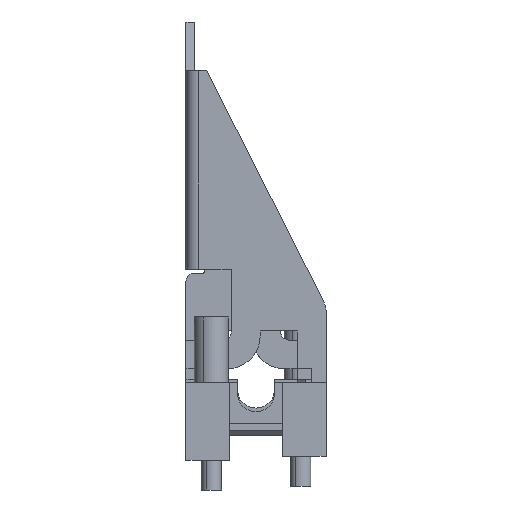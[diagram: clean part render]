
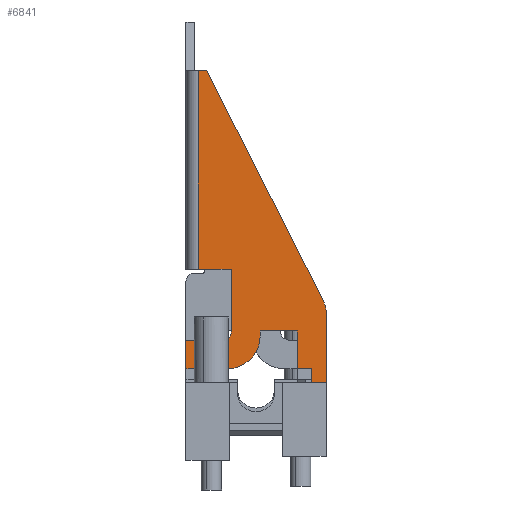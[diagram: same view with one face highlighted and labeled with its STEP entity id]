
A CAD part, front view. The second image highlights one B-rep face of the part: STEP entity #6841.
In plain terms, the highlighted planar face has unit normal (0, -1, 0).
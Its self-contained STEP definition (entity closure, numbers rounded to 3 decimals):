
#6209=AXIS2_PLACEMENT_3D('Circle Axis2P3D',#6207,#6208,$) ;
#6381=AXIS2_PLACEMENT_3D('Circle Axis2P3D',#6379,#6380,$) ;
#6576=AXIS2_PLACEMENT_3D('Circle Axis2P3D',#6574,#6575,$) ;
#6810=AXIS2_PLACEMENT_3D('Plane Axis2P3D',#6807,#6808,#6809) ;
#6002=CARTESIAN_POINT('Vertex',(3.,10.,101.764)) ;
#6057=CARTESIAN_POINT('Vertex',(3.,10.,53.6)) ;
#6088=CARTESIAN_POINT('Vertex',(30.5,10.,21.6)) ;
#6144=CARTESIAN_POINT('Vertex',(34.,10.,21.6)) ;
#6164=CARTESIAN_POINT('Line Origine',(3.,10.,60.182)) ;
#6181=CARTESIAN_POINT('Line Origine',(17.,10.,21.6)) ;
#6204=CARTESIAN_POINT('Vertex',(33.568,10.,45.409)) ;
#6207=CARTESIAN_POINT('Axis2P3D Location',(30.,10.,43.6)) ;
#6211=CARTESIAN_POINT('Vertex',(34.,10.,43.6)) ;
#6242=CARTESIAN_POINT('Vertex',(5.,10.,101.764)) ;
#6247=CARTESIAN_POINT('Line Origine',(19.284,10.,73.586)) ;
#6269=CARTESIAN_POINT('Line Origine',(4.,10.,101.764)) ;
#6312=CARTESIAN_POINT('Vertex',(11.,10.,53.6)) ;
#6317=CARTESIAN_POINT('Line Origine',(7.,10.,53.6)) ;
#6345=CARTESIAN_POINT('Vertex',(11.,10.,38.4)) ;
#6348=CARTESIAN_POINT('Line Origine',(11.,10.,46.)) ;
#6376=CARTESIAN_POINT('Vertex',(9.,10.,36.4)) ;
#6379=CARTESIAN_POINT('Axis2P3D Location',(9.,10.,38.4)) ;
#6405=CARTESIAN_POINT('Vertex',(0.,10.,36.4)) ;
#6410=CARTESIAN_POINT('Line Origine',(4.5,10.,36.4)) ;
#6443=CARTESIAN_POINT('Vertex',(0.,10.,29.4)) ;
#6446=CARTESIAN_POINT('Line Origine',(0.,10.,32.9)) ;
#6474=CARTESIAN_POINT('Vertex',(3.5,10.,29.4)) ;
#6477=CARTESIAN_POINT('Line Origine',(1.75,10.,29.4)) ;
#6505=CARTESIAN_POINT('Vertex',(3.5,10.,21.6)) ;
#6508=CARTESIAN_POINT('Line Origine',(3.5,10.,25.5)) ;
#6531=CARTESIAN_POINT('Vertex',(10.,10.,29.4)) ;
#6534=CARTESIAN_POINT('Line Origine',(8.5,10.,29.4)) ;
#6538=CARTESIAN_POINT('Vertex',(7.,10.,29.4)) ;
#6571=CARTESIAN_POINT('Vertex',(18.,10.,37.4)) ;
#6574=CARTESIAN_POINT('Axis2P3D Location',(10.,10.,37.4)) ;
#6600=CARTESIAN_POINT('Vertex',(18.,10.,38.6)) ;
#6605=CARTESIAN_POINT('Line Origine',(18.,10.,38.)) ;
#6633=CARTESIAN_POINT('Vertex',(27.,10.,38.6)) ;
#6636=CARTESIAN_POINT('Line Origine',(22.5,10.,38.6)) ;
#6669=CARTESIAN_POINT('Vertex',(27.,10.,29.4)) ;
#6672=CARTESIAN_POINT('Line Origine',(27.,10.,34.)) ;
#6695=CARTESIAN_POINT('Vertex',(30.5,10.,29.4)) ;
#6698=CARTESIAN_POINT('Line Origine',(28.75,10.,29.4)) ;
#6725=CARTESIAN_POINT('Line Origine',(30.5,10.,25.5)) ;
#6759=CARTESIAN_POINT('Line Origine',(34.,10.,32.6)) ;
#6781=CARTESIAN_POINT('Line Origine',(7.,10.,25.5)) ;
#6785=CARTESIAN_POINT('Vertex',(7.,10.,21.6)) ;
#6807=CARTESIAN_POINT('Axis2P3D Location',(2.,10.,77.682)) ;
#6812=CARTESIAN_POINT('Line Origine',(5.25,10.,21.6)) ;
#6165=DIRECTION('Vector Direction',(0.,0.,1.)) ;
#6182=DIRECTION('Vector Direction',(1.,0.,0.)) ;
#6208=DIRECTION('Axis2P3D Direction',(0.,-1.,0.)) ;
#6248=DIRECTION('Vector Direction',(0.452,0.,-0.892)) ;
#6270=DIRECTION('Vector Direction',(1.,0.,0.)) ;
#6318=DIRECTION('Vector Direction',(1.,0.,0.)) ;
#6349=DIRECTION('Vector Direction',(0.,0.,-1.)) ;
#6380=DIRECTION('Axis2P3D Direction',(0.,-1.,0.)) ;
#6411=DIRECTION('Vector Direction',(1.,0.,0.)) ;
#6447=DIRECTION('Vector Direction',(0.,0.,-1.)) ;
#6478=DIRECTION('Vector Direction',(1.,0.,0.)) ;
#6509=DIRECTION('Vector Direction',(0.,0.,1.)) ;
#6535=DIRECTION('Vector Direction',(1.,0.,0.)) ;
#6575=DIRECTION('Axis2P3D Direction',(0.,-1.,0.)) ;
#6606=DIRECTION('Vector Direction',(0.,0.,1.)) ;
#6637=DIRECTION('Vector Direction',(1.,0.,0.)) ;
#6673=DIRECTION('Vector Direction',(0.,0.,-1.)) ;
#6699=DIRECTION('Vector Direction',(1.,0.,0.)) ;
#6726=DIRECTION('Vector Direction',(0.,0.,1.)) ;
#6760=DIRECTION('Vector Direction',(0.,0.,1.)) ;
#6782=DIRECTION('Vector Direction',(0.,0.,1.)) ;
#6808=DIRECTION('Axis2P3D Direction',(0.,-1.,0.)) ;
#6809=DIRECTION('Axis2P3D XDirection',(0.,0.,-1.)) ;
#6813=DIRECTION('Vector Direction',(1.,0.,0.)) ;
#6166=VECTOR('Line Direction',#6165,1.) ;
#6183=VECTOR('Line Direction',#6182,1.) ;
#6249=VECTOR('Line Direction',#6248,1.) ;
#6271=VECTOR('Line Direction',#6270,1.) ;
#6319=VECTOR('Line Direction',#6318,1.) ;
#6350=VECTOR('Line Direction',#6349,1.) ;
#6412=VECTOR('Line Direction',#6411,1.) ;
#6448=VECTOR('Line Direction',#6447,1.) ;
#6479=VECTOR('Line Direction',#6478,1.) ;
#6510=VECTOR('Line Direction',#6509,1.) ;
#6536=VECTOR('Line Direction',#6535,1.) ;
#6607=VECTOR('Line Direction',#6606,1.) ;
#6638=VECTOR('Line Direction',#6637,1.) ;
#6674=VECTOR('Line Direction',#6673,1.) ;
#6700=VECTOR('Line Direction',#6699,1.) ;
#6727=VECTOR('Line Direction',#6726,1.) ;
#6761=VECTOR('Line Direction',#6760,1.) ;
#6783=VECTOR('Line Direction',#6782,1.) ;
#6814=VECTOR('Line Direction',#6813,1.) ;
#6818=ORIENTED_EDGE('',*,*,#6251,.F.) ;
#6819=ORIENTED_EDGE('',*,*,#6273,.F.) ;
#6820=ORIENTED_EDGE('',*,*,#6168,.T.) ;
#6821=ORIENTED_EDGE('',*,*,#6321,.T.) ;
#6822=ORIENTED_EDGE('',*,*,#6352,.T.) ;
#6823=ORIENTED_EDGE('',*,*,#6383,.F.) ;
#6824=ORIENTED_EDGE('',*,*,#6414,.F.) ;
#6825=ORIENTED_EDGE('',*,*,#6450,.T.) ;
#6826=ORIENTED_EDGE('',*,*,#6481,.T.) ;
#6827=ORIENTED_EDGE('',*,*,#6512,.F.) ;
#6828=ORIENTED_EDGE('',*,*,#6816,.T.) ;
#6829=ORIENTED_EDGE('',*,*,#6787,.T.) ;
#6830=ORIENTED_EDGE('',*,*,#6540,.T.) ;
#6831=ORIENTED_EDGE('',*,*,#6578,.T.) ;
#6832=ORIENTED_EDGE('',*,*,#6609,.T.) ;
#6833=ORIENTED_EDGE('',*,*,#6640,.T.) ;
#6834=ORIENTED_EDGE('',*,*,#6676,.T.) ;
#6835=ORIENTED_EDGE('',*,*,#6702,.T.) ;
#6836=ORIENTED_EDGE('',*,*,#6729,.F.) ;
#6837=ORIENTED_EDGE('',*,*,#6185,.T.) ;
#6838=ORIENTED_EDGE('',*,*,#6763,.T.) ;
#6839=ORIENTED_EDGE('',*,*,#6213,.T.) ;
#6841=ADVANCED_FACE('Hauptk\X2\00F6\X0\rper',(#6840),#6811,.T.) ;
#6210=CIRCLE('generated circle',#6209,4.) ;
#6382=CIRCLE('generated circle',#6381,2.) ;
#6577=CIRCLE('generated circle',#6576,8.) ;
#6168=EDGE_CURVE('',#6003,#6058,#6167,.F.) ;
#6185=EDGE_CURVE('',#6089,#6145,#6184,.T.) ;
#6213=EDGE_CURVE('',#6212,#6205,#6210,.T.) ;
#6251=EDGE_CURVE('',#6243,#6205,#6250,.T.) ;
#6273=EDGE_CURVE('',#6003,#6243,#6272,.T.) ;
#6321=EDGE_CURVE('',#6058,#6313,#6320,.T.) ;
#6352=EDGE_CURVE('',#6313,#6346,#6351,.T.) ;
#6383=EDGE_CURVE('',#6377,#6346,#6382,.T.) ;
#6414=EDGE_CURVE('',#6406,#6377,#6413,.T.) ;
#6450=EDGE_CURVE('',#6406,#6444,#6449,.T.) ;
#6481=EDGE_CURVE('',#6444,#6475,#6480,.T.) ;
#6512=EDGE_CURVE('',#6506,#6475,#6511,.T.) ;
#6540=EDGE_CURVE('',#6539,#6532,#6537,.T.) ;
#6578=EDGE_CURVE('',#6532,#6572,#6577,.T.) ;
#6609=EDGE_CURVE('',#6572,#6601,#6608,.T.) ;
#6640=EDGE_CURVE('',#6601,#6634,#6639,.T.) ;
#6676=EDGE_CURVE('',#6634,#6670,#6675,.T.) ;
#6702=EDGE_CURVE('',#6670,#6696,#6701,.T.) ;
#6729=EDGE_CURVE('',#6089,#6696,#6728,.T.) ;
#6763=EDGE_CURVE('',#6145,#6212,#6762,.T.) ;
#6787=EDGE_CURVE('',#6786,#6539,#6784,.T.) ;
#6816=EDGE_CURVE('',#6506,#6786,#6815,.T.) ;
#6817=EDGE_LOOP('',(#6818,#6819,#6820,#6821,#6822,#6823,#6824,#6825,#6826,#6827,#6828,#6829,#6830,#6831,#6832,#6833,#6834,#6835,#6836,#6837,#6838,#6839)) ;
#6840=FACE_OUTER_BOUND('',#6817,.T.) ;
#6167=LINE('Line',#6164,#6166) ;
#6184=LINE('Line',#6181,#6183) ;
#6250=LINE('Line',#6247,#6249) ;
#6272=LINE('Line',#6269,#6271) ;
#6320=LINE('Line',#6317,#6319) ;
#6351=LINE('Line',#6348,#6350) ;
#6413=LINE('Line',#6410,#6412) ;
#6449=LINE('Line',#6446,#6448) ;
#6480=LINE('Line',#6477,#6479) ;
#6511=LINE('Line',#6508,#6510) ;
#6537=LINE('Line',#6534,#6536) ;
#6608=LINE('Line',#6605,#6607) ;
#6639=LINE('Line',#6636,#6638) ;
#6675=LINE('Line',#6672,#6674) ;
#6701=LINE('Line',#6698,#6700) ;
#6728=LINE('Line',#6725,#6727) ;
#6762=LINE('Line',#6759,#6761) ;
#6784=LINE('Line',#6781,#6783) ;
#6815=LINE('Line',#6812,#6814) ;
#6811=PLANE('',#6810) ;
#6003=VERTEX_POINT('',#6002) ;
#6058=VERTEX_POINT('',#6057) ;
#6089=VERTEX_POINT('',#6088) ;
#6145=VERTEX_POINT('',#6144) ;
#6205=VERTEX_POINT('',#6204) ;
#6212=VERTEX_POINT('',#6211) ;
#6243=VERTEX_POINT('',#6242) ;
#6313=VERTEX_POINT('',#6312) ;
#6346=VERTEX_POINT('',#6345) ;
#6377=VERTEX_POINT('',#6376) ;
#6406=VERTEX_POINT('',#6405) ;
#6444=VERTEX_POINT('',#6443) ;
#6475=VERTEX_POINT('',#6474) ;
#6506=VERTEX_POINT('',#6505) ;
#6532=VERTEX_POINT('',#6531) ;
#6539=VERTEX_POINT('',#6538) ;
#6572=VERTEX_POINT('',#6571) ;
#6601=VERTEX_POINT('',#6600) ;
#6634=VERTEX_POINT('',#6633) ;
#6670=VERTEX_POINT('',#6669) ;
#6696=VERTEX_POINT('',#6695) ;
#6786=VERTEX_POINT('',#6785) ;
